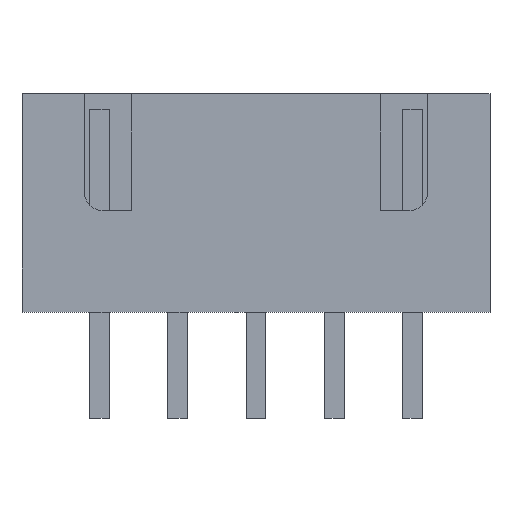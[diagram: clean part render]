
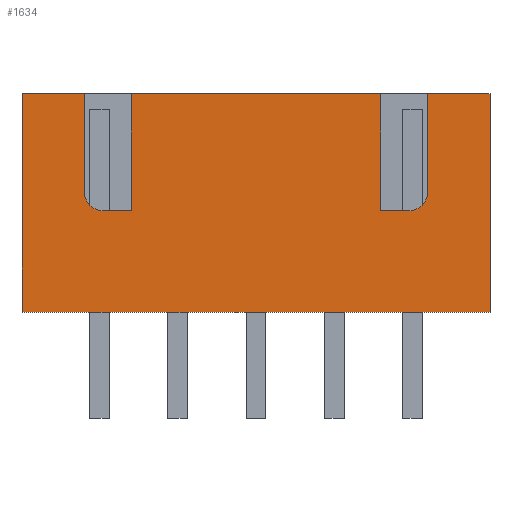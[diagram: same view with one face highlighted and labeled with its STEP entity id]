
A CAD part, top view. The second image highlights one B-rep face of the part: STEP entity #1634.
In plain terms, the highlighted planar face has unit normal (0, 0, 1).
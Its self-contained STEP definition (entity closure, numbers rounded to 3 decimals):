
#7 = DIRECTION ( 'NONE',  ( 0., 0., -1. ) ) ;
#20 = CARTESIAN_POINT ( 'NONE',  ( 1.02, 7., 2.53 ) ) ;
#66 = VECTOR ( 'NONE', #3039, 1000. ) ;
#76 = DIRECTION ( 'NONE',  ( 1., 0., 0. ) ) ;
#107 = ORIENTED_EDGE ( 'NONE', *, *, #605, .F. ) ;
#115 = VERTEX_POINT ( 'NONE', #2439 ) ;
#116 = DIRECTION ( 'NONE',  ( 0., 1., 0. ) ) ;
#121 = CARTESIAN_POINT ( 'NONE',  ( 12.52, 0., 2.53 ) ) ;
#152 = DIRECTION ( 'NONE',  ( 1., 0., 0. ) ) ;
#181 = CARTESIAN_POINT ( 'NONE',  ( 12.52, 1., 2.53 ) ) ;
#230 = EDGE_CURVE ( 'NONE', #1334, #2785, #1805, .T. ) ;
#241 = DIRECTION ( 'NONE',  ( 1., 0., 0. ) ) ;
#248 = DIRECTION ( 'NONE',  ( 1., 0., 0. ) ) ;
#289 = VERTEX_POINT ( 'NONE', #20 ) ;
#317 = VERTEX_POINT ( 'NONE', #2740 ) ;
#406 = EDGE_CURVE ( 'NONE', #317, #289, #2008, .T. ) ;
#476 = CIRCLE ( 'NONE', #2081, 0.6 ) ;
#484 = LINE ( 'NONE', #2781, #2727 ) ;
#486 = VECTOR ( 'NONE', #1736, 1000. ) ;
#605 = EDGE_CURVE ( 'NONE', #954, #115, #1655, .T. ) ;
#626 = EDGE_CURVE ( 'NONE', #2610, #1241, #2915, .T. ) ;
#628 = DIRECTION ( 'NONE',  ( 0., 0., 1. ) ) ;
#658 = ORIENTED_EDGE ( 'NONE', *, *, #1471, .T. ) ;
#705 = DIRECTION ( 'NONE',  ( 1., 0., 0. ) ) ;
#726 = DIRECTION ( 'NONE',  ( 0., -1., 0. ) ) ;
#733 = FACE_OUTER_BOUND ( 'NONE', #2213, .T. ) ;
#736 = AXIS2_PLACEMENT_3D ( 'NONE', #1888, #628, #2409 ) ;
#790 = DIRECTION ( 'NONE',  ( 0., 0., -1. ) ) ;
#838 = AXIS2_PLACEMENT_3D ( 'NONE', #2330, #7, #2590 ) ;
#852 = CARTESIAN_POINT ( 'NONE',  ( -2.48, 7., 2.53 ) ) ;
#901 = CARTESIAN_POINT ( 'NONE',  ( 10.52, 3.85, 2.53 ) ) ;
#954 = VERTEX_POINT ( 'NONE', #901 ) ;
#1108 = CIRCLE ( 'NONE', #736, 0.6 ) ;
#1208 = ORIENTED_EDGE ( 'NONE', *, *, #2119, .T. ) ;
#1218 = LINE ( 'NONE', #181, #2972 ) ;
#1241 = VERTEX_POINT ( 'NONE', #1685 ) ;
#1247 = ORIENTED_EDGE ( 'NONE', *, *, #3326, .T. ) ;
#1252 = ORIENTED_EDGE ( 'NONE', *, *, #2663, .F. ) ;
#1334 = VERTEX_POINT ( 'NONE', #1981 ) ;
#1349 = VECTOR ( 'NONE', #705, 1000. ) ;
#1432 = EDGE_CURVE ( 'NONE', #317, #3011, #2083, .T. ) ;
#1471 = EDGE_CURVE ( 'NONE', #2983, #1750, #1608, .T. ) ;
#1528 = VERTEX_POINT ( 'NONE', #2564 ) ;
#1532 = CARTESIAN_POINT ( 'NONE',  ( 0., 3.25, 2.53 ) ) ;
#1539 = LINE ( 'NONE', #121, #2580 ) ;
#1541 = CARTESIAN_POINT ( 'NONE',  ( 0., 3.25, 2.53 ) ) ;
#1552 = LINE ( 'NONE', #3027, #1349 ) ;
#1558 = EDGE_CURVE ( 'NONE', #115, #1528, #484, .T. ) ;
#1573 = CARTESIAN_POINT ( 'NONE',  ( 12.52, 0., 2.53 ) ) ;
#1583 = LINE ( 'NONE', #1848, #1911 ) ;
#1608 = LINE ( 'NONE', #2297, #2951 ) ;
#1634 = ADVANCED_FACE ( 'NONE', ( #733 ), #3109, .F. ) ;
#1638 = ORIENTED_EDGE ( 'NONE', *, *, #3198, .F. ) ;
#1655 = LINE ( 'NONE', #1804, #3169 ) ;
#1661 = ORIENTED_EDGE ( 'NONE', *, *, #626, .F. ) ;
#1685 = CARTESIAN_POINT ( 'NONE',  ( 9.92, 3.25, 2.53 ) ) ;
#1736 = DIRECTION ( 'NONE',  ( 0., 1., 0. ) ) ;
#1750 = VERTEX_POINT ( 'NONE', #2103 ) ;
#1753 = LINE ( 'NONE', #2279, #3102 ) ;
#1775 = DIRECTION ( 'NONE',  ( 1., 0., 0. ) ) ;
#1777 = DIRECTION ( 'NONE',  ( 0., -1., 0. ) ) ;
#1804 = CARTESIAN_POINT ( 'NONE',  ( 10.52, 0., 2.53 ) ) ;
#1805 = LINE ( 'NONE', #2167, #1896 ) ;
#1830 = ORIENTED_EDGE ( 'NONE', *, *, #2667, .T. ) ;
#1848 = CARTESIAN_POINT ( 'NONE',  ( -2.48, 7., 2.53 ) ) ;
#1850 = ORIENTED_EDGE ( 'NONE', *, *, #2588, .F. ) ;
#1855 = VERTEX_POINT ( 'NONE', #1573 ) ;
#1864 = VERTEX_POINT ( 'NONE', #2856 ) ;
#1888 = CARTESIAN_POINT ( 'NONE',  ( 9.92, 3.85, 2.53 ) ) ;
#1896 = VECTOR ( 'NONE', #116, 1000. ) ;
#1911 = VECTOR ( 'NONE', #76, 1000. ) ;
#1981 = CARTESIAN_POINT ( 'NONE',  ( -0.48, 3.85, 2.53 ) ) ;
#2004 = VECTOR ( 'NONE', #248, 1000. ) ;
#2008 = LINE ( 'NONE', #3262, #486 ) ;
#2028 = CARTESIAN_POINT ( 'NONE',  ( 0.12, 3.85, 2.53 ) ) ;
#2081 = AXIS2_PLACEMENT_3D ( 'NONE', #2028, #790, #1775 ) ;
#2083 = LINE ( 'NONE', #1532, #66 ) ;
#2103 = CARTESIAN_POINT ( 'NONE',  ( -2.48, 0., 2.53 ) ) ;
#2106 = CARTESIAN_POINT ( 'NONE',  ( 9.02, 3.25, 2.53 ) ) ;
#2119 = EDGE_CURVE ( 'NONE', #2610, #1864, #1753, .T. ) ;
#2167 = CARTESIAN_POINT ( 'NONE',  ( -0.48, 0., 2.53 ) ) ;
#2213 = EDGE_LOOP ( 'NONE', ( #2744, #1850, #658, #1830, #1252, #2880, #107, #2392, #1661, #1208, #1638, #2768, #2549, #1247 ) ) ;
#2279 = CARTESIAN_POINT ( 'NONE',  ( 9.02, 0., 2.53 ) ) ;
#2287 = CARTESIAN_POINT ( 'NONE',  ( -0.48, 7., 2.53 ) ) ;
#2297 = CARTESIAN_POINT ( 'NONE',  ( -2.48, 1., 2.53 ) ) ;
#2330 = CARTESIAN_POINT ( 'NONE',  ( 12.52, 1., 2.53 ) ) ;
#2392 = ORIENTED_EDGE ( 'NONE', *, *, #2502, .F. ) ;
#2409 = DIRECTION ( 'NONE',  ( 1., 0., 0. ) ) ;
#2439 = CARTESIAN_POINT ( 'NONE',  ( 10.52, 7., 2.53 ) ) ;
#2502 = EDGE_CURVE ( 'NONE', #1241, #954, #1108, .T. ) ;
#2527 = DIRECTION ( 'NONE',  ( 0., 1., 0. ) ) ;
#2549 = ORIENTED_EDGE ( 'NONE', *, *, #1432, .T. ) ;
#2564 = CARTESIAN_POINT ( 'NONE',  ( 12.52, 7., 2.53 ) ) ;
#2580 = VECTOR ( 'NONE', #152, 1000. ) ;
#2588 = EDGE_CURVE ( 'NONE', #2983, #2785, #1583, .T. ) ;
#2589 = DIRECTION ( 'NONE',  ( 0., 1., 0. ) ) ;
#2590 = DIRECTION ( 'NONE',  ( -1., 0., 0. ) ) ;
#2610 = VERTEX_POINT ( 'NONE', #2106 ) ;
#2663 = EDGE_CURVE ( 'NONE', #1528, #1855, #1218, .T. ) ;
#2667 = EDGE_CURVE ( 'NONE', #1750, #1855, #1539, .T. ) ;
#2727 = VECTOR ( 'NONE', #241, 1000. ) ;
#2740 = CARTESIAN_POINT ( 'NONE',  ( 1.02, 3.25, 2.53 ) ) ;
#2744 = ORIENTED_EDGE ( 'NONE', *, *, #230, .T. ) ;
#2768 = ORIENTED_EDGE ( 'NONE', *, *, #406, .F. ) ;
#2781 = CARTESIAN_POINT ( 'NONE',  ( -2.48, 7., 2.53 ) ) ;
#2785 = VERTEX_POINT ( 'NONE', #2287 ) ;
#2856 = CARTESIAN_POINT ( 'NONE',  ( 9.02, 7., 2.53 ) ) ;
#2880 = ORIENTED_EDGE ( 'NONE', *, *, #1558, .F. ) ;
#2915 = LINE ( 'NONE', #1541, #2004 ) ;
#2920 = CARTESIAN_POINT ( 'NONE',  ( 0.12, 3.25, 2.53 ) ) ;
#2951 = VECTOR ( 'NONE', #1777, 1000. ) ;
#2972 = VECTOR ( 'NONE', #726, 1000. ) ;
#2983 = VERTEX_POINT ( 'NONE', #852 ) ;
#3011 = VERTEX_POINT ( 'NONE', #2920 ) ;
#3027 = CARTESIAN_POINT ( 'NONE',  ( -2.48, 7., 2.53 ) ) ;
#3039 = DIRECTION ( 'NONE',  ( -1., 0., 0. ) ) ;
#3102 = VECTOR ( 'NONE', #2527, 1000. ) ;
#3109 = PLANE ( 'NONE',  #838 ) ;
#3169 = VECTOR ( 'NONE', #2589, 1000. ) ;
#3198 = EDGE_CURVE ( 'NONE', #289, #1864, #1552, .T. ) ;
#3262 = CARTESIAN_POINT ( 'NONE',  ( 1.02, 0., 2.53 ) ) ;
#3326 = EDGE_CURVE ( 'NONE', #3011, #1334, #476, .T. ) ;
